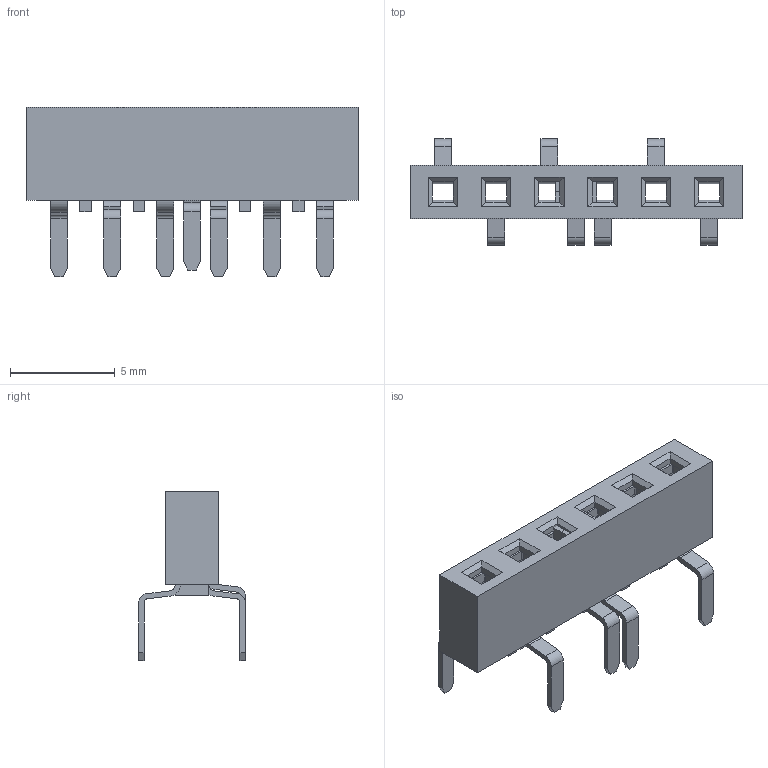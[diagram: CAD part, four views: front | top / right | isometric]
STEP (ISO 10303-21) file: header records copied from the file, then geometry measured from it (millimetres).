
FILE_DESCRIPTION( ( 'Unknown' ), '1' );
FILE_NAME( '61300615721.stp', 'Unknown', ( 'Unknown' ), ( 'Unknown' ), 'PSStep 14.0', 'Unknown', ' ' );
FILE_SCHEMA( ( 'AUTOMOTIVE_DESIGN { 1 0 10303 214 1 1 1 1 }' ) );
Length unit declared in the file: millimetre
Products named in the file (3): Assem1; 6130xx15721_PIN; 61300615721
Bounding box: 15.84 x 5.08 x 8.1 mm (x, y, z)
Volume: 240.2 mm3; surface area: 1233.2 mm2
Topology: 9 solids, 9 shells, 940 faces, 2518 edges, 1584 vertices
Faces by surface type: plane 604, cylinder 322, torus 7, bspline 7
Full cylindrical faces by diameter (mm): 0.01 x7, 0.51 x7
Entity records: 8047 total; most frequent: CARTESIAN_POINT 1350, ORIENTED_EDGE 1056, DIRECTION 998, EDGE_CURVE 528, LINE 418, VECTOR 418, VERTEX_POINT 330, AXIS2_PLACEMENT_3D 290
